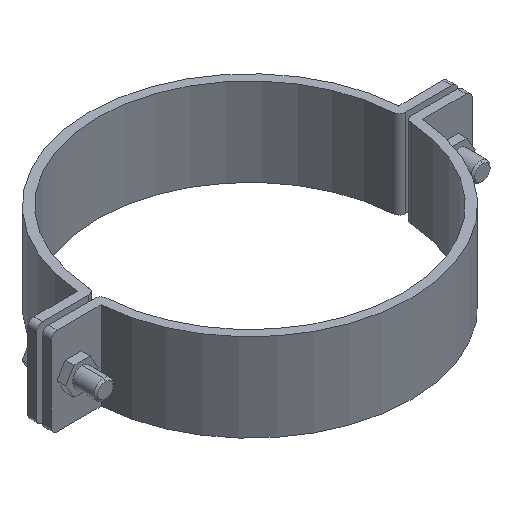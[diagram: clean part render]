
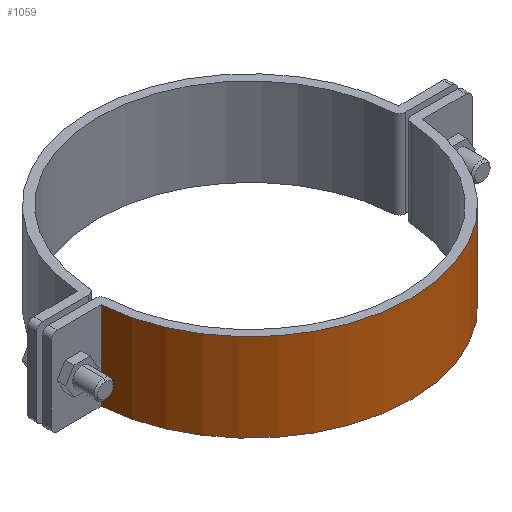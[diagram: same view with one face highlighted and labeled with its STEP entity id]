
A CAD part, isometric view. The second image highlights one B-rep face of the part: STEP entity #1059.
In plain terms, the highlighted cylindrical face has radius 55 mm (diameter 110 mm), a partial arc.
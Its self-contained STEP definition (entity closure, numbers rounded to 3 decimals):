
#13 = DIRECTION ( 'NONE',  ( 0., 0., -1. ) ) ;
#205 = CYLINDRICAL_SURFACE ( 'NONE', #2024, 55. ) ;
#284 = CARTESIAN_POINT ( 'NONE',  ( 0., 0., 15. ) ) ;
#304 = VECTOR ( 'NONE', #1613, 1000. ) ;
#431 = VERTEX_POINT ( 'NONE', #1540 ) ;
#530 = ORIENTED_EDGE ( 'NONE', *, *, #1388, .F. ) ;
#558 = CARTESIAN_POINT ( 'NONE',  ( -54.854, -4., 15. ) ) ;
#612 = EDGE_CURVE ( 'NONE', #936, #1303, #770, .T. ) ;
#670 = LINE ( 'NONE', #1248, #1959 ) ;
#702 = DIRECTION ( 'NONE',  ( 1., 0., 0. ) ) ;
#770 = CIRCLE ( 'NONE', #2366, 55. ) ;
#780 = CARTESIAN_POINT ( 'NONE',  ( 54.854, -4., 15. ) ) ;
#787 = ORIENTED_EDGE ( 'NONE', *, *, #2314, .T. ) ;
#848 = DIRECTION ( 'NONE',  ( 1., 0., 0. ) ) ;
#862 = DIRECTION ( 'NONE',  ( -1., 0., 0. ) ) ;
#936 = VERTEX_POINT ( 'NONE', #1201 ) ;
#1004 = CARTESIAN_POINT ( 'NONE',  ( 54.854, -4., -15. ) ) ;
#1059 = ADVANCED_FACE ( 'NONE', ( #1859 ), #205, .T. ) ;
#1077 = AXIS2_PLACEMENT_3D ( 'NONE', #284, #1956, #702 ) ;
#1193 = EDGE_CURVE ( 'NONE', #1383, #431, #2408, .T. ) ;
#1201 = CARTESIAN_POINT ( 'NONE',  ( -54.854, -4., -15. ) ) ;
#1248 = CARTESIAN_POINT ( 'NONE',  ( -54.854, -4., 15. ) ) ;
#1265 = EDGE_LOOP ( 'NONE', ( #1309, #530, #1653, #787 ) ) ;
#1303 = VERTEX_POINT ( 'NONE', #1004 ) ;
#1309 = ORIENTED_EDGE ( 'NONE', *, *, #612, .T. ) ;
#1383 = VERTEX_POINT ( 'NONE', #558 ) ;
#1388 = EDGE_CURVE ( 'NONE', #431, #1303, #2625, .T. ) ;
#1540 = CARTESIAN_POINT ( 'NONE',  ( 54.854, -4., 15. ) ) ;
#1613 = DIRECTION ( 'NONE',  ( 0., 0., -1. ) ) ;
#1653 = ORIENTED_EDGE ( 'NONE', *, *, #1193, .F. ) ;
#1655 = CARTESIAN_POINT ( 'NONE',  ( 0., 0., 15. ) ) ;
#1671 = CARTESIAN_POINT ( 'NONE',  ( 0., 0., -15. ) ) ;
#1859 = FACE_OUTER_BOUND ( 'NONE', #1265, .T. ) ;
#1877 = DIRECTION ( 'NONE',  ( 0., 0., 1. ) ) ;
#1893 = DIRECTION ( 'NONE',  ( 0., 0., -1. ) ) ;
#1956 = DIRECTION ( 'NONE',  ( 0., 0., 1. ) ) ;
#1959 = VECTOR ( 'NONE', #1893, 1000. ) ;
#2024 = AXIS2_PLACEMENT_3D ( 'NONE', #1655, #13, #862 ) ;
#2314 = EDGE_CURVE ( 'NONE', #1383, #936, #670, .T. ) ;
#2366 = AXIS2_PLACEMENT_3D ( 'NONE', #1671, #1877, #848 ) ;
#2408 = CIRCLE ( 'NONE', #1077, 55. ) ;
#2625 = LINE ( 'NONE', #780, #304 ) ;
